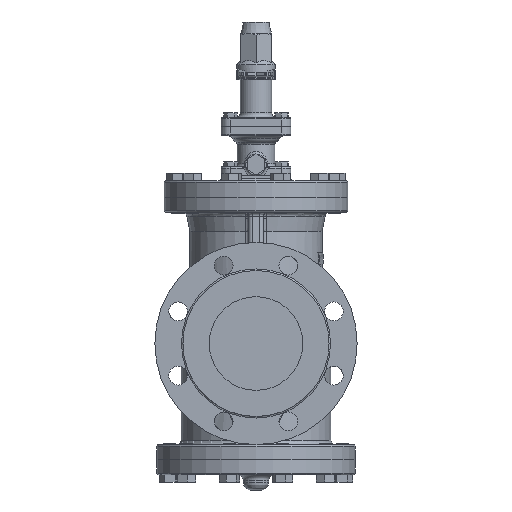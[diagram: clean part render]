
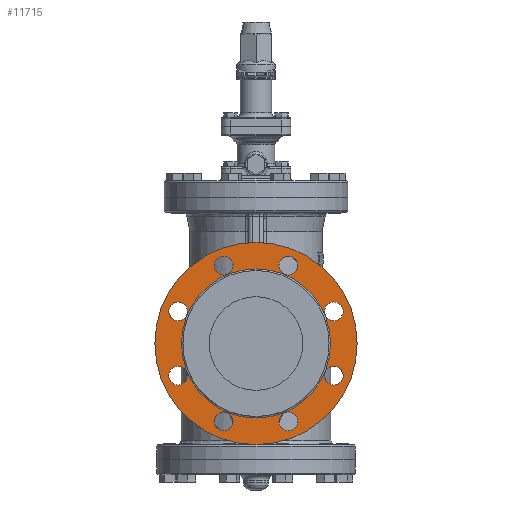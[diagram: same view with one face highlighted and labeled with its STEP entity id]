
A CAD part, left-side view. The second image highlights one B-rep face of the part: STEP entity #11715.
In plain terms, the highlighted planar face has unit normal (-1, 0, 0).
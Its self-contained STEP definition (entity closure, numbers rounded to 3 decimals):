
#2130=PLANE('',#12545);
#2561=FACE_BOUND('',#3698,.T.);
#2562=FACE_BOUND('',#3699,.T.);
#2563=FACE_BOUND('',#3700,.T.);
#2564=FACE_BOUND('',#3701,.T.);
#2565=FACE_BOUND('',#3702,.T.);
#2566=FACE_BOUND('',#3703,.T.);
#2567=FACE_BOUND('',#3704,.T.);
#2568=FACE_BOUND('',#3705,.T.);
#2569=FACE_BOUND('',#3706,.T.);
#2883=FACE_OUTER_BOUND('',#3697,.T.);
#3697=EDGE_LOOP('',(#8214));
#3698=EDGE_LOOP('',(#8215));
#3699=EDGE_LOOP('',(#8216));
#3700=EDGE_LOOP('',(#8217));
#3701=EDGE_LOOP('',(#8218));
#3702=EDGE_LOOP('',(#8219));
#3703=EDGE_LOOP('',(#8220));
#3704=EDGE_LOOP('',(#8221));
#3705=EDGE_LOOP('',(#8222));
#3706=EDGE_LOOP('',(#8223));
#4779=CIRCLE('',#12541,135.);
#4781=CIRCLE('',#12544,99.5);
#4782=CIRCLE('',#12546,12.5);
#4783=CIRCLE('',#12547,12.5);
#4784=CIRCLE('',#12548,12.5);
#4785=CIRCLE('',#12549,12.5);
#4786=CIRCLE('',#12550,12.5);
#4787=CIRCLE('',#12551,12.5);
#4788=CIRCLE('',#12552,12.5);
#4789=CIRCLE('',#12553,12.5);
#5374=VERTEX_POINT('',#18015);
#5376=VERTEX_POINT('',#18020);
#5377=VERTEX_POINT('',#18023);
#5378=VERTEX_POINT('',#18025);
#5379=VERTEX_POINT('',#18027);
#5380=VERTEX_POINT('',#18029);
#5381=VERTEX_POINT('',#18031);
#5382=VERTEX_POINT('',#18033);
#5383=VERTEX_POINT('',#18035);
#5384=VERTEX_POINT('',#18037);
#6516=EDGE_CURVE('',#5374,#5374,#4779,.T.);
#6518=EDGE_CURVE('',#5376,#5376,#4781,.T.);
#6519=EDGE_CURVE('',#5377,#5377,#4782,.T.);
#6520=EDGE_CURVE('',#5378,#5378,#4783,.T.);
#6521=EDGE_CURVE('',#5379,#5379,#4784,.T.);
#6522=EDGE_CURVE('',#5380,#5380,#4785,.T.);
#6523=EDGE_CURVE('',#5381,#5381,#4786,.T.);
#6524=EDGE_CURVE('',#5382,#5382,#4787,.T.);
#6525=EDGE_CURVE('',#5383,#5383,#4788,.T.);
#6526=EDGE_CURVE('',#5384,#5384,#4789,.T.);
#8214=ORIENTED_EDGE('',*,*,#6516,.F.);
#8215=ORIENTED_EDGE('',*,*,#6519,.F.);
#8216=ORIENTED_EDGE('',*,*,#6520,.F.);
#8217=ORIENTED_EDGE('',*,*,#6521,.F.);
#8218=ORIENTED_EDGE('',*,*,#6522,.F.);
#8219=ORIENTED_EDGE('',*,*,#6523,.F.);
#8220=ORIENTED_EDGE('',*,*,#6524,.F.);
#8221=ORIENTED_EDGE('',*,*,#6525,.F.);
#8222=ORIENTED_EDGE('',*,*,#6526,.F.);
#8223=ORIENTED_EDGE('',*,*,#6518,.F.);
#11715=ADVANCED_FACE('',(#2883,#2561,#2562,#2563,#2564,#2565,#2566,#2567,
#2568,#2569),#2130,.F.);
#12541=AXIS2_PLACEMENT_3D('',#18016,#13884,#13885);
#12544=AXIS2_PLACEMENT_3D('',#18021,#13890,#13891);
#12545=AXIS2_PLACEMENT_3D('',#18022,#13892,#13893);
#12546=AXIS2_PLACEMENT_3D('',#18024,#13894,#13895);
#12547=AXIS2_PLACEMENT_3D('',#18026,#13896,#13897);
#12548=AXIS2_PLACEMENT_3D('',#18028,#13898,#13899);
#12549=AXIS2_PLACEMENT_3D('',#18030,#13900,#13901);
#12550=AXIS2_PLACEMENT_3D('',#18032,#13902,#13903);
#12551=AXIS2_PLACEMENT_3D('',#18034,#13904,#13905);
#12552=AXIS2_PLACEMENT_3D('',#18036,#13906,#13907);
#12553=AXIS2_PLACEMENT_3D('',#18038,#13908,#13909);
#13884=DIRECTION('center_axis',(1.,0.,0.));
#13885=DIRECTION('ref_axis',(0.,0.,1.));
#13890=DIRECTION('center_axis',(-1.,0.,0.));
#13891=DIRECTION('ref_axis',(0.,0.,1.));
#13892=DIRECTION('center_axis',(1.,0.,0.));
#13893=DIRECTION('ref_axis',(0.,0.,-1.));
#13894=DIRECTION('center_axis',(-1.,0.,0.));
#13895=DIRECTION('ref_axis',(0.,-0.707,-0.707));
#13896=DIRECTION('center_axis',(-1.,0.,0.));
#13897=DIRECTION('ref_axis',(0.,-1.,0.));
#13898=DIRECTION('center_axis',(-1.,0.,0.));
#13899=DIRECTION('ref_axis',(0.,-0.707,0.707));
#13900=DIRECTION('center_axis',(-1.,0.,0.));
#13901=DIRECTION('ref_axis',(0.,0.,
1.));
#13902=DIRECTION('center_axis',(-1.,0.,0.));
#13903=DIRECTION('ref_axis',(0.,0.707,0.707));
#13904=DIRECTION('center_axis',(-1.,0.,0.));
#13905=DIRECTION('ref_axis',(0.,1.,0.));
#13906=DIRECTION('center_axis',(-1.,0.,0.));
#13907=DIRECTION('ref_axis',(0.,0.707,-0.707));
#13908=DIRECTION('center_axis',(-1.,0.,0.));
#13909=DIRECTION('ref_axis',(0.,0.,-1.));
#18015=CARTESIAN_POINT('',(-221.,0.,20.));
#18016=CARTESIAN_POINT('Origin',(-221.,0.,155.));
#18020=CARTESIAN_POINT('',(-221.,0.,55.5));
#18021=CARTESIAN_POINT('Origin',(-221.,0.,155.));
#18022=CARTESIAN_POINT('Origin',(-221.,0.,155.));
#18023=CARTESIAN_POINT('',(-221.,103.936,185.552));
#18024=CARTESIAN_POINT('Origin',(-221.,103.936,198.052));
#18025=CARTESIAN_POINT('',(-221.,103.936,99.448));
#18026=CARTESIAN_POINT('Origin',(-221.,103.936,111.948));
#18027=CARTESIAN_POINT('',(-221.,43.052,38.564));
#18028=CARTESIAN_POINT('Origin',(-221.,43.052,51.064));
#18029=CARTESIAN_POINT('',(-221.,-43.052,38.564));
#18030=CARTESIAN_POINT('Origin',(-221.,-43.052,51.064));
#18031=CARTESIAN_POINT('',(-221.,-103.936,99.448));
#18032=CARTESIAN_POINT('Origin',(-221.,-103.936,111.948));
#18033=CARTESIAN_POINT('',(-221.,-103.936,185.552));
#18034=CARTESIAN_POINT('Origin',(-221.,-103.936,198.052));
#18035=CARTESIAN_POINT('',(-221.,-43.052,246.436));
#18036=CARTESIAN_POINT('Origin',(-221.,-43.052,258.936));
#18037=CARTESIAN_POINT('',(-221.,43.052,246.436));
#18038=CARTESIAN_POINT('Origin',(-221.,43.052,258.936));
